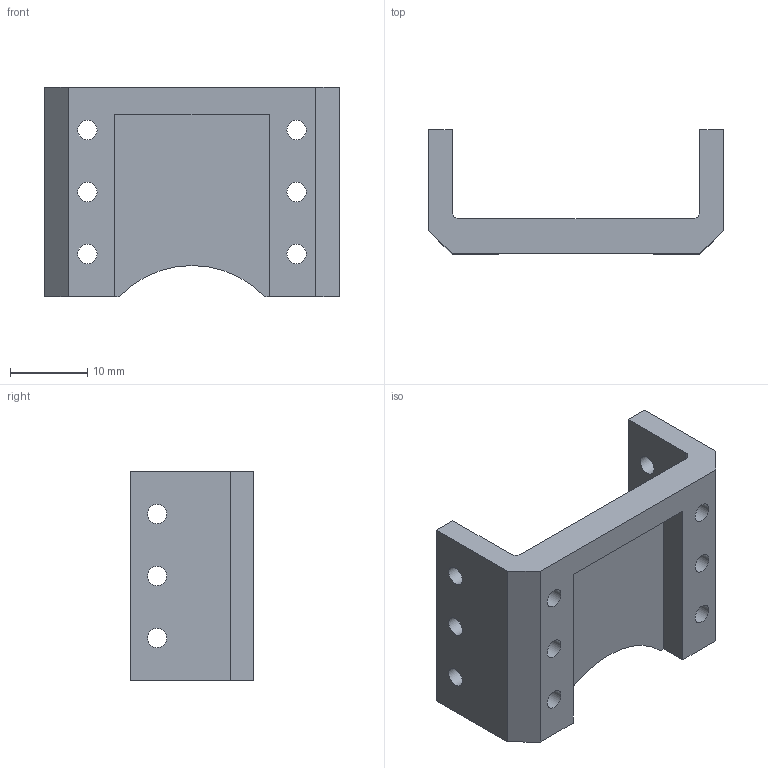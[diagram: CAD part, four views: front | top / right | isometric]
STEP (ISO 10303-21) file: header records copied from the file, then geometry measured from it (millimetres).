
FILE_DESCRIPTION(('FreeCAD Model'),'2;1');
FILE_NAME('tobillo1.step', '2015-03-04T17:45:53',('FreeCAD'),('FreeCAD'), 'Open CASCADE STEP processor 6.7','FreeCAD','Unknown');
FILE_SCHEMA(('AUTOMOTIVE_DESIGN_CC2 { 1 2 10303 214 -1 1 5 4 }'));
Length unit declared in the file: millimetre
Products named in the file (1): Cut080
Bounding box: 38 x 16 x 27 mm (x, y, z)
Volume: 4330.9 mm3; surface area: 4180.5 mm2
Topology: 1 solids, 1 shells, 32 faces, 90 edges, 60 vertices
Faces by surface type: plane 17, cylinder 15
Full cylindrical faces by diameter (mm): 2.5 x12
Entity records: 2301 total; most frequent: CARTESIAN_POINT 507, DIRECTION 312, ORIENTED_EDGE 180, PCURVE 180, DEFINITIONAL_REPRESENTATION 180, LINE 174, VECTOR 174, EDGE_CURVE 90
